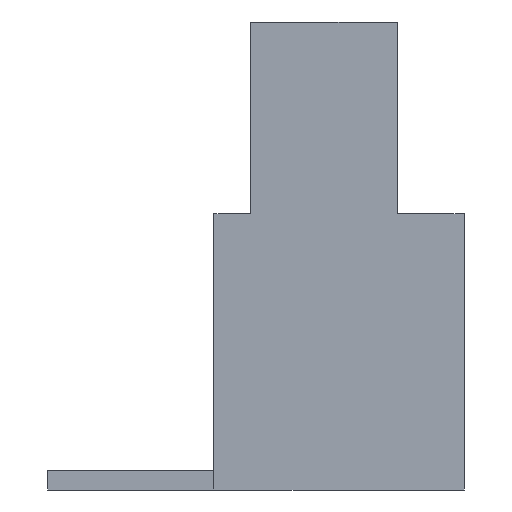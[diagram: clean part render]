
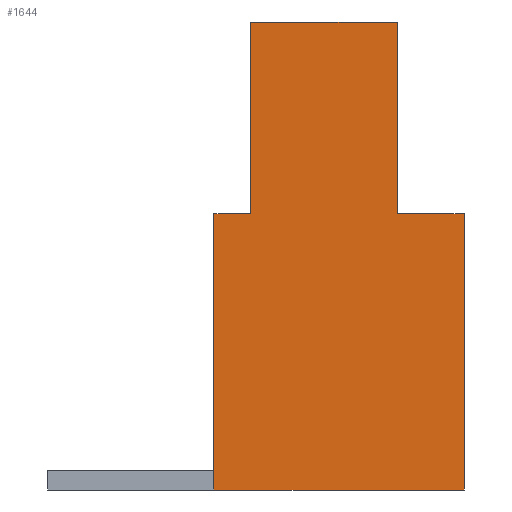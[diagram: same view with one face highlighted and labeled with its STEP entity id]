
A CAD part, left-side view. The second image highlights one B-rep face of the part: STEP entity #1644.
In plain terms, the highlighted planar face has unit normal (-1, 0, 0).
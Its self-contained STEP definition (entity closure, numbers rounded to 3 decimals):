
#1297=CARTESIAN_POINT('',(0.0,-42.5,320.0));
#1298=VERTEX_POINT('',#1297);
#1315=CARTESIAN_POINT('',(0.0,0.0,320.0));
#1316=VERTEX_POINT('',#1315);
#1323=CARTESIAN_POINT('',(0.0,-42.5,320.0));
#1324=DIRECTION('',(0.0,1.0,0.0));
#1325=VECTOR('',#1324,42.5);
#1326=LINE('',#1323,#1325);
#1327=EDGE_CURVE('',#1298,#1316,#1326,.T.);
#1339=CARTESIAN_POINT('',(0.0,-212.5,320.0));
#1340=VERTEX_POINT('',#1339);
#1347=CARTESIAN_POINT('',(0.0,-290.0,320.0));
#1348=VERTEX_POINT('',#1347);
#1349=CARTESIAN_POINT('',(0.0,-290.0,320.0));
#1350=DIRECTION('',(0.0,1.0,0.0));
#1351=VECTOR('',#1350,77.5);
#1352=LINE('',#1349,#1351);
#1353=EDGE_CURVE('',#1348,#1340,#1352,.T.);
#1378=CARTESIAN_POINT('',(0.0,-290.0,0.0));
#1379=VERTEX_POINT('',#1378);
#1380=CARTESIAN_POINT('',(0.0,-290.0,0.0));
#1381=DIRECTION('',(0.0,0.0,1.0));
#1382=VECTOR('',#1381,320.0);
#1383=LINE('',#1380,#1382);
#1384=EDGE_CURVE('',#1379,#1348,#1383,.T.);
#1436=CARTESIAN_POINT('',(0.0,0.0,0.0));
#1437=VERTEX_POINT('',#1436);
#1444=CARTESIAN_POINT('',(0.0,0.0,0.0));
#1445=DIRECTION('',(0.0,0.0,1.0));
#1446=VECTOR('',#1445,320.0);
#1447=LINE('',#1444,#1446);
#1448=EDGE_CURVE('',#1437,#1316,#1447,.T.);
#1593=CARTESIAN_POINT('',(0.0,-212.5,542.5));
#1594=VERTEX_POINT('',#1593);
#1601=CARTESIAN_POINT('',(0.0,-212.5,320.0));
#1602=DIRECTION('',(0.0,0.0,1.0));
#1603=VECTOR('',#1602,222.5);
#1604=LINE('',#1601,#1603);
#1605=EDGE_CURVE('',#1340,#1594,#1604,.T.);
#1612=CARTESIAN_POINT('',(0.0,-212.5,320.0));
#1613=DIRECTION('',(-1.0,0.0,0.0));
#1614=DIRECTION('',(0.0,0.0,1.0));
#1615=AXIS2_PLACEMENT_3D('',#1612,#1613,#1614);
#1616=PLANE('',#1615);
#1617=CARTESIAN_POINT('',(0.0,-42.5,542.5));
#1618=VERTEX_POINT('',#1617);
#1619=CARTESIAN_POINT('',(0.0,-212.5,542.5));
#1620=DIRECTION('',(0.0,1.0,0.0));
#1621=VECTOR('',#1620,170.0);
#1622=LINE('',#1619,#1621);
#1623=EDGE_CURVE('',#1594,#1618,#1622,.T.);
#1624=ORIENTED_EDGE('',*,*,#1623,.T.);
#1625=CARTESIAN_POINT('',(0.0,-42.5,320.0));
#1626=DIRECTION('',(0.0,0.0,1.0));
#1627=VECTOR('',#1626,222.5);
#1628=LINE('',#1625,#1627);
#1629=EDGE_CURVE('',#1298,#1618,#1628,.T.);
#1630=ORIENTED_EDGE('',*,*,#1629,.F.);
#1631=ORIENTED_EDGE('',*,*,#1327,.T.);
#1632=ORIENTED_EDGE('',*,*,#1448,.F.);
#1633=CARTESIAN_POINT('',(0.0,-290.0,0.0));
#1634=DIRECTION('',(0.0,1.0,0.0));
#1635=VECTOR('',#1634,290.0);
#1636=LINE('',#1633,#1635);
#1637=EDGE_CURVE('',#1379,#1437,#1636,.T.);
#1638=ORIENTED_EDGE('',*,*,#1637,.F.);
#1639=ORIENTED_EDGE('',*,*,#1384,.T.);
#1640=ORIENTED_EDGE('',*,*,#1353,.T.);
#1641=ORIENTED_EDGE('',*,*,#1605,.T.);
#1642=EDGE_LOOP('',(#1624,#1630,#1631,#1632,#1638,#1639,#1640,#1641));
#1643=FACE_OUTER_BOUND('',#1642,.T.);
#1644=ADVANCED_FACE('',(#1643),#1616,.T.);
